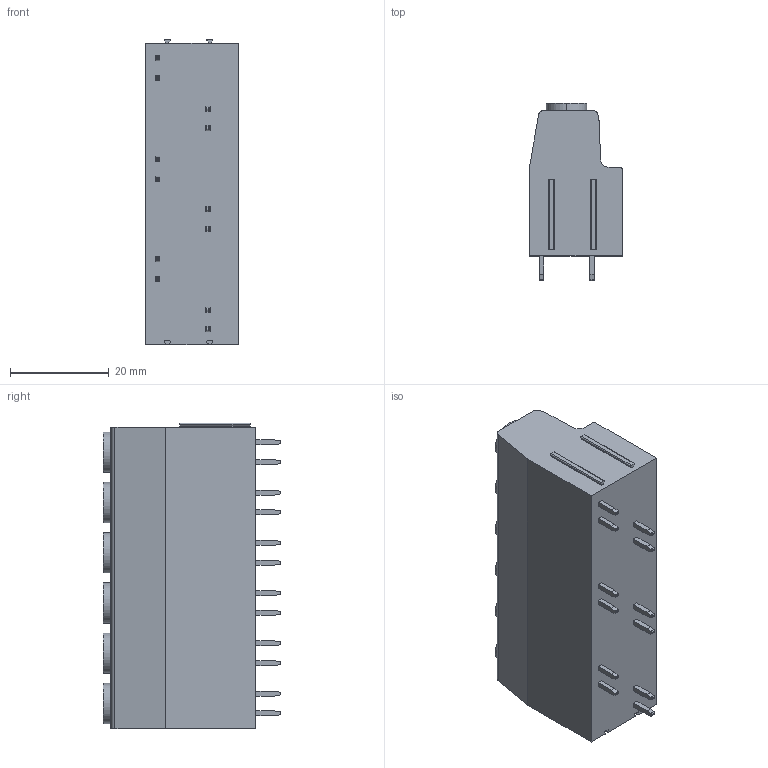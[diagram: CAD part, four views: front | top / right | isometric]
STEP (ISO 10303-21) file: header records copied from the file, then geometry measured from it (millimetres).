
FILE_DESCRIPTION((''),'2;1');
FILE_NAME('PRT0001','2024-09-29T',('sj'),(''),'PRO/ENGINEER BY PARAMETRIC TECHNOLOGY CORPORATION, 2013240','PRO/ENGINEER BY PARAMETRIC TECHNOLOGY CORPORATION, 2013240','');
FILE_SCHEMA(('AUTOMOTIVE_DESIGN_CC2 { 1 2 10303 214 -1 1 5 2 }'));
Length unit declared in the file: millimetre
Products named in the file (1): PRT0001
Bounding box: 18.7 x 35.8 x 61.71 mm (x, y, z)
Volume: 26332.4 mm3; surface area: 9068.2 mm2
Topology: 1 solids, 1 shells, 325 faces, 831 edges, 546 vertices
Faces by surface type: plane 260, cylinder 65
Entity records: 9767 total; most frequent: CARTESIAN_POINT 1702, ORIENTED_EDGE 1662, DIRECTION 1635, EDGE_CURVE 831, VECTOR 677, LINE 677, VERTEX_POINT 546, AXIS2_PLACEMENT_3D 479
